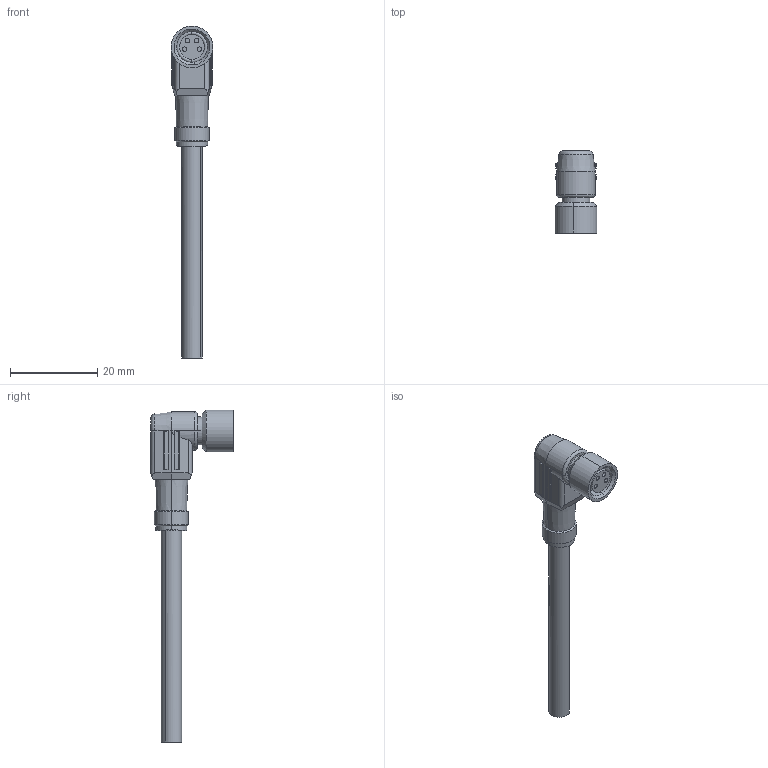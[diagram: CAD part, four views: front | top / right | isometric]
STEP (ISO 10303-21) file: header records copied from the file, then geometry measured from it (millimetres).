
FILE_DESCRIPTION(('STEP AP242'),'1');
FILE_NAME('connector_xzcp1041l10.stp','2019-12-13T08:47:17',('TraceParts'),('TraceParts S.A.'),'Spatial InterOp 3D',' ',' ');
FILE_SCHEMA(('AP242_MANAGED_MODEL_BASED_3D_ENGINEERING_MIM_LF {1 0 10303 442 1 1 4}'));
Length unit declared in the file: millimetre
Products named in the file (1): connector_xzcp1041l10
Bounding box: 9.59 x 18.8 x 75.9 mm (x, y, z)
Volume: 2960.2 mm3; surface area: 2210.1 mm2
Topology: 1 solids, 2 shells, 122 faces, 275 edges, 165 vertices
Faces by surface type: cylinder 52, plane 46, cone 15, torus 9
Entity records: 4400 total; most frequent: DIRECTION 648, CARTESIAN_POINT 585, ORIENTED_EDGE 550, EDGE_CURVE 275, AXIS2_PLACEMENT_3D 252, VERTEX_POINT 165, LINE 144, VECTOR 144
